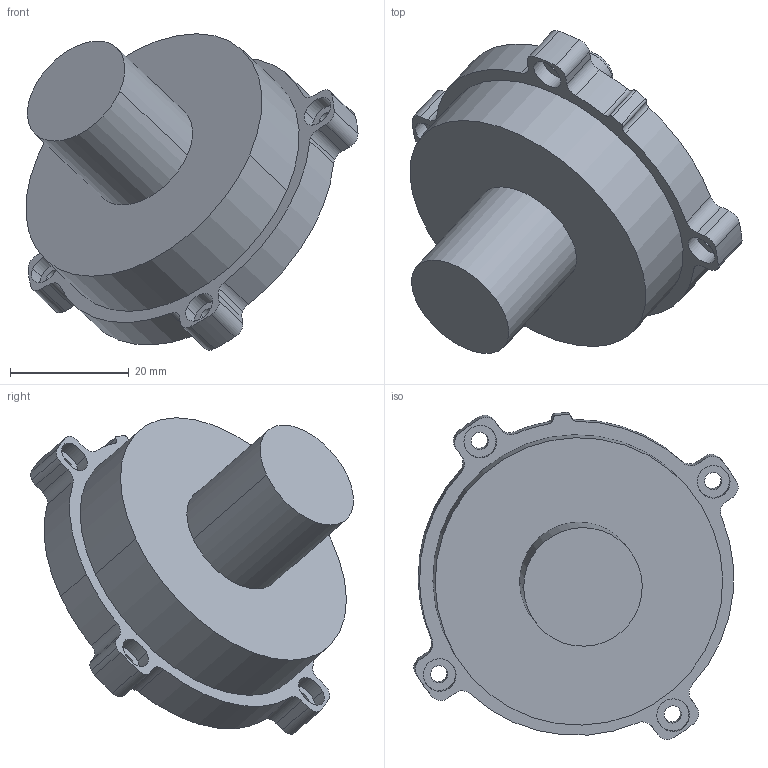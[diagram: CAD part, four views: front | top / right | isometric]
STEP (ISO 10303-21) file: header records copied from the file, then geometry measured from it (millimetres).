
FILE_DESCRIPTION (( 'STEP AP214' ), '1' );
FILE_NAME ('Link7_R3.0.STEP', '2015-02-09T07:43:19', ( 'ABB' ), ( 'ABB' ), 'SwSTEP 2.0', 'SolidWorks 2012', '' );
FILE_SCHEMA (( 'AUTOMOTIVE_DESIGN' ));
Length unit declared in the file: millimetre
Products named in the file (1): Link7_R3.0
Bounding box: 55.95 x 54.44 x 53.34 mm (x, y, z)
Volume: 41675.4 mm3; surface area: 10556.2 mm2
Topology: 1 solids, 1 shells, 329 faces, 879 edges, 564 vertices
Faces by surface type: cylinder 209, plane 91, bspline 18, cone 11
Entity records: 14374 total; most frequent: CARTESIAN_POINT 2368, DIRECTION 1887, ORIENTED_EDGE 1746, EDGE_CURVE 873, AXIS2_PLACEMENT_3D 784, VERTEX_POINT 564, CIRCLE 472, EDGE_LOOP 361
